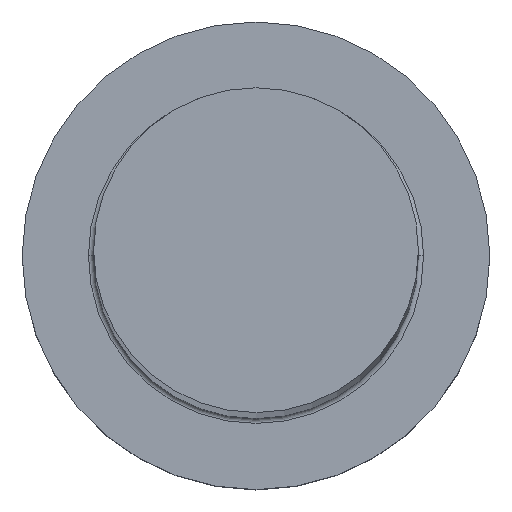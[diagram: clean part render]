
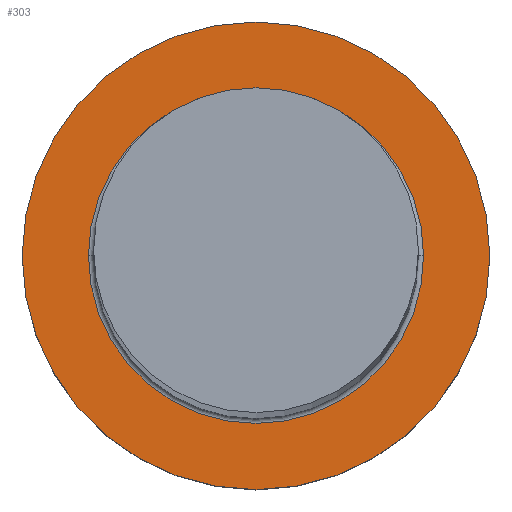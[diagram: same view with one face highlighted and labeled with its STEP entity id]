
A CAD part, top view. The second image highlights one B-rep face of the part: STEP entity #303.
In plain terms, the highlighted planar face has unit normal (0, 0, 1).
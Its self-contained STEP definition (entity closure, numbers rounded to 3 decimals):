
#8 = ORIENTED_EDGE ( 'NONE', *, *, #237, .T. ) ;
#11 = DIRECTION ( 'NONE',  ( 0., 0., 1. ) ) ;
#12 = CARTESIAN_POINT ( 'NONE',  ( 0., 0., 7. ) ) ;
#18 = CARTESIAN_POINT ( 'NONE',  ( 0., 0., 7. ) ) ;
#21 = FACE_OUTER_BOUND ( 'NONE', #66, .T. ) ;
#36 = DIRECTION ( 'NONE',  ( 1., 0., 0. ) ) ;
#45 = VERTEX_POINT ( 'NONE', #99 ) ;
#48 = EDGE_LOOP ( 'NONE', ( #205, #63 ) ) ;
#63 = ORIENTED_EDGE ( 'NONE', *, *, #272, .T. ) ;
#66 = EDGE_LOOP ( 'NONE', ( #8, #103 ) ) ;
#67 = CARTESIAN_POINT ( 'NONE',  ( 0., 0., 7. ) ) ;
#70 = DIRECTION ( 'NONE',  ( 1., 0., 0. ) ) ;
#92 = VERTEX_POINT ( 'NONE', #254 ) ;
#99 = CARTESIAN_POINT ( 'NONE',  ( -9., 0., 7. ) ) ;
#101 = AXIS2_PLACEMENT_3D ( 'NONE', #67, #282, #285 ) ;
#103 = ORIENTED_EDGE ( 'NONE', *, *, #182, .T. ) ;
#111 = DIRECTION ( 'NONE',  ( 1., 0., 0. ) ) ;
#115 = VERTEX_POINT ( 'NONE', #258 ) ;
#117 = AXIS2_PLACEMENT_3D ( 'NONE', #187, #218, #70 ) ;
#118 = PLANE ( 'NONE',  #177 ) ;
#129 = CIRCLE ( 'NONE', #213, 6.45 ) ;
#140 = VERTEX_POINT ( 'NONE', #165 ) ;
#151 = EDGE_CURVE ( 'NONE', #92, #140, #129, .T. ) ;
#154 = AXIS2_PLACEMENT_3D ( 'NONE', #12, #11, #111 ) ;
#165 = CARTESIAN_POINT ( 'NONE',  ( -6.45, 0., 7. ) ) ;
#166 = DIRECTION ( 'NONE',  ( 0., 0., 1. ) ) ;
#168 = FACE_BOUND ( 'NONE', #48, .T. ) ;
#177 = AXIS2_PLACEMENT_3D ( 'NONE', #18, #166, #264 ) ;
#182 = EDGE_CURVE ( 'NONE', #115, #45, #251, .T. ) ;
#187 = CARTESIAN_POINT ( 'NONE',  ( 0., 0., 7. ) ) ;
#205 = ORIENTED_EDGE ( 'NONE', *, *, #151, .T. ) ;
#213 = AXIS2_PLACEMENT_3D ( 'NONE', #252, #231, #36 ) ;
#217 = CIRCLE ( 'NONE', #117, 6.45 ) ;
#218 = DIRECTION ( 'NONE',  ( 0., 0., -1. ) ) ;
#231 = DIRECTION ( 'NONE',  ( 0., 0., -1. ) ) ;
#234 = CIRCLE ( 'NONE', #101, 9. ) ;
#237 = EDGE_CURVE ( 'NONE', #45, #115, #234, .T. ) ;
#251 = CIRCLE ( 'NONE', #154, 9. ) ;
#252 = CARTESIAN_POINT ( 'NONE',  ( 0., 0., 7. ) ) ;
#254 = CARTESIAN_POINT ( 'NONE',  ( 6.45, 0., 7. ) ) ;
#258 = CARTESIAN_POINT ( 'NONE',  ( 9., 0., 7. ) ) ;
#264 = DIRECTION ( 'NONE',  ( 1., 0., 0. ) ) ;
#272 = EDGE_CURVE ( 'NONE', #140, #92, #217, .T. ) ;
#282 = DIRECTION ( 'NONE',  ( 0., 0., 1. ) ) ;
#285 = DIRECTION ( 'NONE',  ( 1., 0., 0. ) ) ;
#303 = ADVANCED_FACE ( 'NONE', ( #168, #21 ), #118, .T. ) ;
